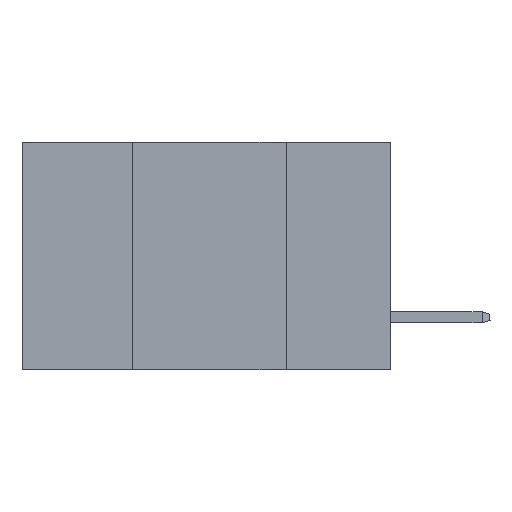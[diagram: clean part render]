
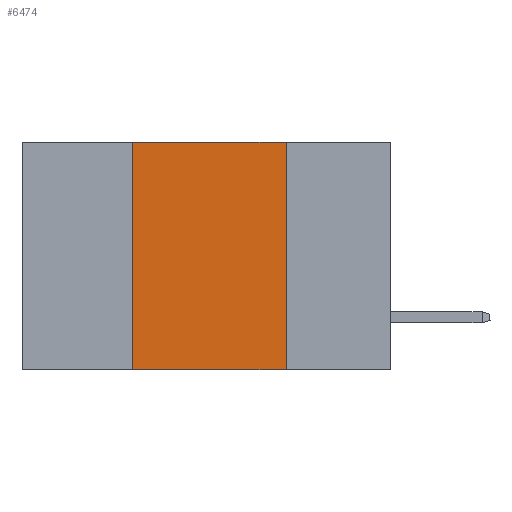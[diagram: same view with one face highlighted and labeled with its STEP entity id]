
A CAD part, left-side view. The second image highlights one B-rep face of the part: STEP entity #6474.
In plain terms, the highlighted planar face has unit normal (-1, 0, 0).
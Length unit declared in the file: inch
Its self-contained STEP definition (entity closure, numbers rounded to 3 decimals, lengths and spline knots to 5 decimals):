
#1505 = VERTEX_POINT ( 'NONE', #9055 ) ;
#1828 = LINE ( 'NONE', #17831, #21494 ) ;
#2007 = EDGE_CURVE ( 'NONE', #14005, #5060, #9962, .T. ) ;
#2676 = VECTOR ( 'NONE', #6718, 39.37008 ) ;
#3241 = DIRECTION ( 'NONE',  ( 0., 0., 1. ) ) ;
#3403 = VECTOR ( 'NONE', #12639, 39.37008 ) ;
#3472 = ORIENTED_EDGE ( 'NONE', *, *, #3968, .F. ) ;
#3968 = EDGE_CURVE ( 'NONE', #22415, #5060, #12441, .T. ) ;
#5060 = VERTEX_POINT ( 'NONE', #17230 ) ;
#5856 = FACE_OUTER_BOUND ( 'NONE', #15147, .T. ) ;
#6474 = ADVANCED_FACE ( 'NONE', ( #5856 ), #16883, .F. ) ;
#6718 = DIRECTION ( 'NONE',  ( 0., 0., -1. ) ) ;
#8388 = CARTESIAN_POINT ( 'NONE',  ( 0., 0.42, -0.37 ) ) ;
#8679 = AXIS2_PLACEMENT_3D ( 'NONE', #13156, #17228, #9811 ) ;
#9055 = CARTESIAN_POINT ( 'NONE',  ( 0., 0.42, 0. ) ) ;
#9060 = CARTESIAN_POINT ( 'NONE',  ( 0., 0.6, 0. ) ) ;
#9811 = DIRECTION ( 'NONE',  ( 0., 0., -1. ) ) ;
#9962 = LINE ( 'NONE', #13682, #18587 ) ;
#10238 = ORIENTED_EDGE ( 'NONE', *, *, #21486, .F. ) ;
#11415 = DIRECTION ( 'NONE',  ( 0., -1., 0. ) ) ;
#11609 = EDGE_CURVE ( 'NONE', #1505, #22415, #14322, .T. ) ;
#12441 = LINE ( 'NONE', #21517, #2676 ) ;
#12639 = DIRECTION ( 'NONE',  ( 0., -1., 0. ) ) ;
#13156 = CARTESIAN_POINT ( 'NONE',  ( 0., 0.6, 0. ) ) ;
#13682 = CARTESIAN_POINT ( 'NONE',  ( 0., 0.6, -0.37 ) ) ;
#14005 = VERTEX_POINT ( 'NONE', #8388 ) ;
#14322 = LINE ( 'NONE', #9060, #3403 ) ;
#15147 = EDGE_LOOP ( 'NONE', ( #3472, #22532, #10238, #16903 ) ) ;
#16883 = PLANE ( 'NONE',  #8679 ) ;
#16903 = ORIENTED_EDGE ( 'NONE', *, *, #2007, .T. ) ;
#17228 = DIRECTION ( 'NONE',  ( 1., 0., 0. ) ) ;
#17230 = CARTESIAN_POINT ( 'NONE',  ( 0., 0.17, -0.37 ) ) ;
#17831 = CARTESIAN_POINT ( 'NONE',  ( 0., 0.42, 0. ) ) ;
#18587 = VECTOR ( 'NONE', #11415, 39.37008 ) ;
#19298 = CARTESIAN_POINT ( 'NONE',  ( 0., 0.17, 0. ) ) ;
#21486 = EDGE_CURVE ( 'NONE', #14005, #1505, #1828, .T. ) ;
#21494 = VECTOR ( 'NONE', #3241, 39.37008 ) ;
#21517 = CARTESIAN_POINT ( 'NONE',  ( 0., 0.17, 0. ) ) ;
#22415 = VERTEX_POINT ( 'NONE', #19298 ) ;
#22532 = ORIENTED_EDGE ( 'NONE', *, *, #11609, .F. ) ;
